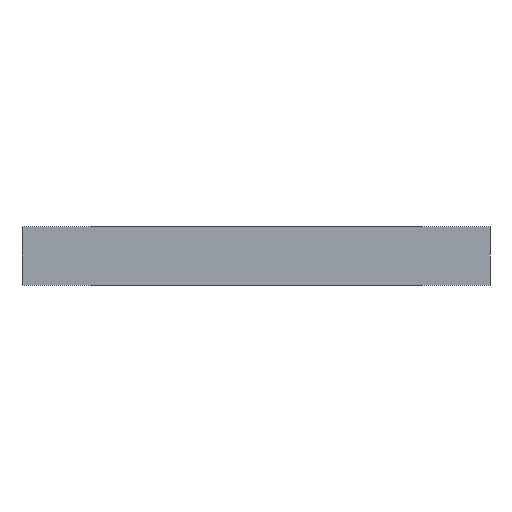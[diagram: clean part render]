
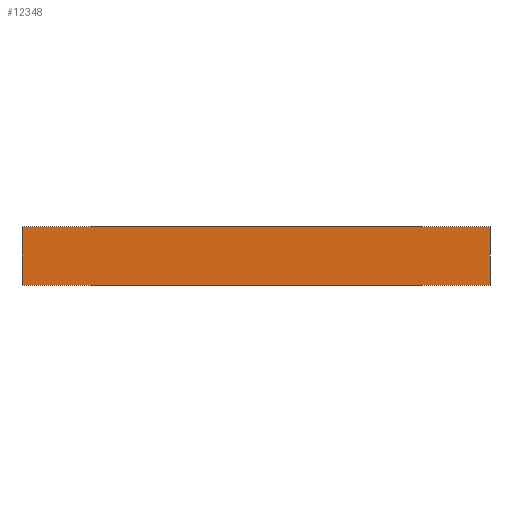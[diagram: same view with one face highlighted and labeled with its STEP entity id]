
A CAD part, front view. The second image highlights one B-rep face of the part: STEP entity #12348.
In plain terms, the highlighted planar face has unit normal (0, -1, 0).
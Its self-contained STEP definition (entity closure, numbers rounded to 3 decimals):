
#1136 = VECTOR ( 'NONE', #1759, 1000. ) ;
#1261 = PLANE ( 'NONE',  #2745 ) ;
#1759 = DIRECTION ( 'NONE',  ( 0., 0., -1. ) ) ;
#2451 = LINE ( 'NONE', #12748, #4056 ) ;
#2640 = LINE ( 'NONE', #12023, #12538 ) ;
#2743 = LINE ( 'NONE', #10884, #1136 ) ;
#2745 = AXIS2_PLACEMENT_3D ( 'NONE', #10264, #7743, #13945 ) ;
#3058 = FACE_OUTER_BOUND ( 'NONE', #15367, .T. ) ;
#3157 = DIRECTION ( 'NONE',  ( 1., 0., 0. ) ) ;
#4056 = VECTOR ( 'NONE', #7617, 1000. ) ;
#7436 = VERTEX_POINT ( 'NONE', #10928 ) ;
#7481 = ORIENTED_EDGE ( 'NONE', *, *, #13849, .F. ) ;
#7617 = DIRECTION ( 'NONE',  ( 0., 0., -1. ) ) ;
#7743 = DIRECTION ( 'NONE',  ( 0., 1., 0. ) ) ;
#8379 = EDGE_CURVE ( 'NONE', #7436, #16619, #2743, .T. ) ;
#8556 = ORIENTED_EDGE ( 'NONE', *, *, #8379, .F. ) ;
#8768 = ORIENTED_EDGE ( 'NONE', *, *, #12993, .T. ) ;
#8825 = CARTESIAN_POINT ( 'NONE',  ( 12., -86.5, 0. ) ) ;
#8859 = VERTEX_POINT ( 'NONE', #14668 ) ;
#10264 = CARTESIAN_POINT ( 'NONE',  ( -12., -86.5, 3. ) ) ;
#10327 = CARTESIAN_POINT ( 'NONE',  ( -12., -86.5, 3. ) ) ;
#10884 = CARTESIAN_POINT ( 'NONE',  ( 12., -86.5, 3. ) ) ;
#10928 = CARTESIAN_POINT ( 'NONE',  ( 12., -86.5, 3. ) ) ;
#12023 = CARTESIAN_POINT ( 'NONE',  ( -12., -86.5, 3. ) ) ;
#12348 = ADVANCED_FACE ( 'NONE', ( #3058 ), #1261, .F. ) ;
#12538 = VECTOR ( 'NONE', #14606, 1000. ) ;
#12634 = EDGE_CURVE ( 'NONE', #8859, #16619, #15956, .T. ) ;
#12748 = CARTESIAN_POINT ( 'NONE',  ( -12., -86.5, 3. ) ) ;
#12993 = EDGE_CURVE ( 'NONE', #13810, #8859, #2451, .T. ) ;
#13153 = VECTOR ( 'NONE', #3157, 1000. ) ;
#13703 = CARTESIAN_POINT ( 'NONE',  ( -12., -86.5, 0. ) ) ;
#13810 = VERTEX_POINT ( 'NONE', #10327 ) ;
#13849 = EDGE_CURVE ( 'NONE', #13810, #7436, #2640, .T. ) ;
#13945 = DIRECTION ( 'NONE',  ( 0., 0., 1. ) ) ;
#14606 = DIRECTION ( 'NONE',  ( 1., 0., 0. ) ) ;
#14668 = CARTESIAN_POINT ( 'NONE',  ( -12., -86.5, 0. ) ) ;
#15367 = EDGE_LOOP ( 'NONE', ( #16415, #8556, #7481, #8768 ) ) ;
#15956 = LINE ( 'NONE', #13703, #13153 ) ;
#16415 = ORIENTED_EDGE ( 'NONE', *, *, #12634, .T. ) ;
#16619 = VERTEX_POINT ( 'NONE', #8825 ) ;
